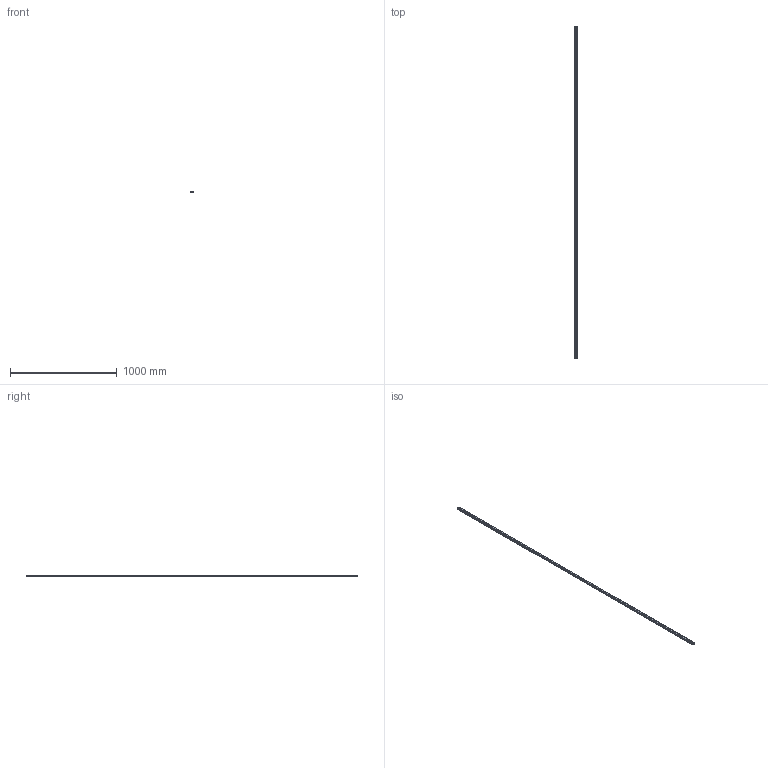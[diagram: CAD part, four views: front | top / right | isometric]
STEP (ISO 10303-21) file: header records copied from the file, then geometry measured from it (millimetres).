
FILE_DESCRIPTION(('STEP AP214'),'1');
FILE_NAME('cctmp_8EA26DD8-B997-42FC-A2E4-FB9347E8DAFB_2021_02_09_16_43_13_0820..stp','2021-02-09T15:43:14',('HIWIN GmbH'),('CADClick - www.CADClick.com'),'Spatial InterOp 3D',' ','unknown authorization');
FILE_SCHEMA(('AUTOMOTIVE_DESIGN'));
Length unit declared in the file: millimetre
Products named in the file (1): EGR25R3110C_FILE
Bounding box: 23 x 3110 x 18 mm (x, y, z)
Volume: 1069468.3 mm3; surface area: 289052.9 mm2
Topology: 1 solids, 1 shells, 729 faces, 1857 edges, 1238 vertices
Faces by surface type: plane 397, cylinder 332
Entity records: 28467 total; most frequent: DIRECTION 4397, CARTESIAN_POINT 3825, ORIENTED_EDGE 3714, EDGE_CURVE 1857, AXIS2_PLACEMENT_3D 1810, VERTEX_POINT 1238, CIRCLE 872, EDGE_LOOP 837
